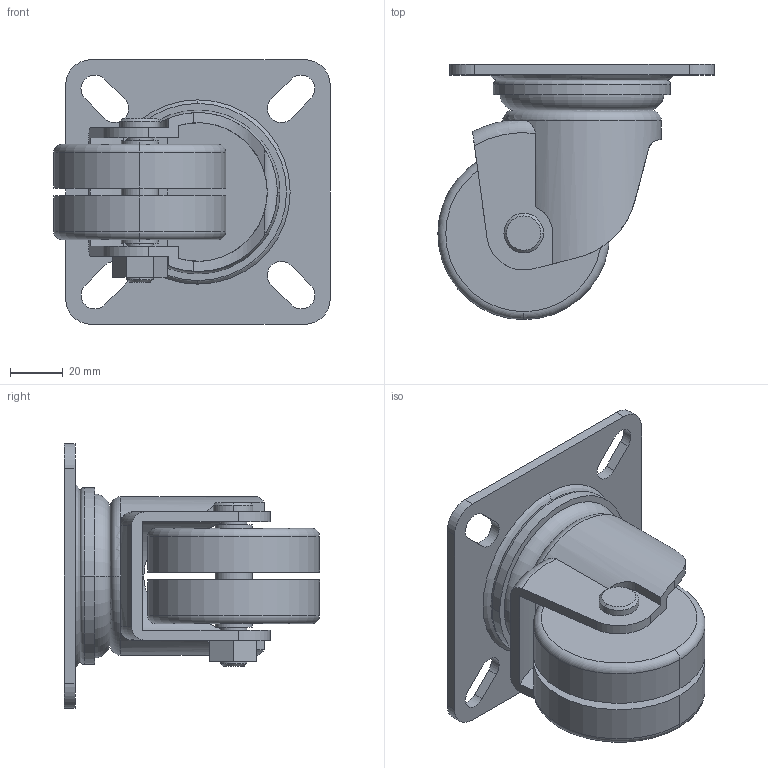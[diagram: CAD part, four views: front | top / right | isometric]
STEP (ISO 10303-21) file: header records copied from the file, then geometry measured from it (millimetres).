
FILE_DESCRIPTION (( 'STEP AP203' ), '1' );
FILE_NAME ('sone3D.STEP', '2013-12-12T05:48:48', ( '' ), ( '' ), 'SwSTEP 2.0', 'SolidWorks 2012', '' );
FILE_SCHEMA (( 'CONFIG_CONTROL_DESIGN' ));
Length unit declared in the file: millimetre
Products named in the file (1): sone3D
Bounding box: 104.5 x 96.5 x 100 mm (x, y, z)
Volume: 234995.5 mm3; surface area: 61603.4 mm2
Topology: 1 solids, 1 shells, 117 faces, 292 edges, 190 vertices
Faces by surface type: plane 51, cylinder 48, torus 14, cone 4
Entity records: 3878 total; most frequent: CARTESIAN_POINT 917, DIRECTION 629, ORIENTED_EDGE 584, EDGE_CURVE 292, AXIS2_PLACEMENT_3D 242, VERTEX_POINT 190, VECTOR 145, LINE 145
